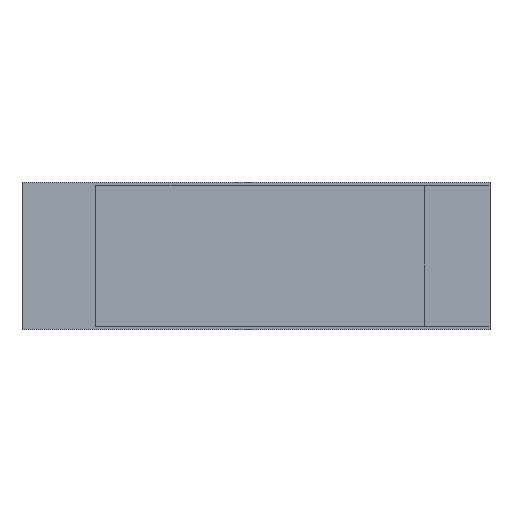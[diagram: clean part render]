
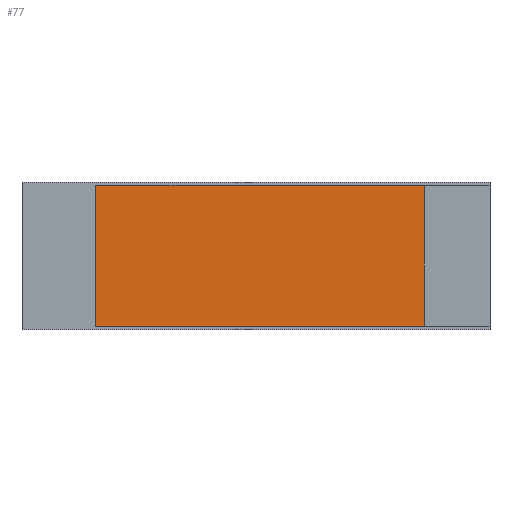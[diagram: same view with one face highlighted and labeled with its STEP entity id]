
A CAD part, top view. The second image highlights one B-rep face of the part: STEP entity #77.
In plain terms, the highlighted planar face has unit normal (0, 0, 1).
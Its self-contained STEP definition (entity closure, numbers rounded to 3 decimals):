
#2 = LINE ( 'NONE', #404, #713 ) ;
#15 = DIRECTION ( 'NONE',  ( 0., -1., 0. ) ) ;
#66 = ORIENTED_EDGE ( 'NONE', *, *, #268, .T. ) ;
#77 = ADVANCED_FACE ( 'NONE', ( #93 ), #105, .T. ) ;
#79 = VERTEX_POINT ( 'NONE', #451 ) ;
#93 = FACE_OUTER_BOUND ( 'NONE', #641, .T. ) ;
#105 = PLANE ( 'NONE',  #353 ) ;
#109 = DIRECTION ( 'NONE',  ( 1., 0., 0. ) ) ;
#114 = VECTOR ( 'NONE', #415, 1000. ) ;
#127 = DIRECTION ( 'NONE',  ( 0., 1., 0. ) ) ;
#170 = CARTESIAN_POINT ( 'NONE',  ( 13.67, -5.72, 3.2 ) ) ;
#194 = ORIENTED_EDGE ( 'NONE', *, *, #714, .T. ) ;
#196 = CARTESIAN_POINT ( 'NONE',  ( -13., 5.72, 3.2 ) ) ;
#227 = DIRECTION ( 'NONE',  ( -1., 0., 0. ) ) ;
#237 = CARTESIAN_POINT ( 'NONE',  ( -13., 5.72, 3.2 ) ) ;
#268 = EDGE_CURVE ( 'NONE', #738, #463, #706, .T. ) ;
#290 = EDGE_CURVE ( 'NONE', #463, #79, #643, .T. ) ;
#305 = CARTESIAN_POINT ( 'NONE',  ( 0., 0., 3.2 ) ) ;
#353 = AXIS2_PLACEMENT_3D ( 'NONE', #305, #686, #109 ) ;
#362 = ORIENTED_EDGE ( 'NONE', *, *, #290, .T. ) ;
#404 = CARTESIAN_POINT ( 'NONE',  ( -13., 5.72, 3.2 ) ) ;
#415 = DIRECTION ( 'NONE',  ( 1., 0., 0. ) ) ;
#419 = ORIENTED_EDGE ( 'NONE', *, *, #514, .T. ) ;
#427 = CARTESIAN_POINT ( 'NONE',  ( -13., -5.72, 3.2 ) ) ;
#445 = VECTOR ( 'NONE', #127, 1000. ) ;
#451 = CARTESIAN_POINT ( 'NONE',  ( 13.67, 5.72, 3.2 ) ) ;
#463 = VERTEX_POINT ( 'NONE', #170 ) ;
#476 = VERTEX_POINT ( 'NONE', #237 ) ;
#514 = EDGE_CURVE ( 'NONE', #79, #476, #2, .T. ) ;
#641 = EDGE_LOOP ( 'NONE', ( #194, #66, #362, #419 ) ) ;
#643 = LINE ( 'NONE', #701, #445 ) ;
#670 = VECTOR ( 'NONE', #15, 1000. ) ;
#685 = LINE ( 'NONE', #196, #670 ) ;
#686 = DIRECTION ( 'NONE',  ( 0., 0., 1. ) ) ;
#700 = CARTESIAN_POINT ( 'NONE',  ( -13., -5.72, 3.2 ) ) ;
#701 = CARTESIAN_POINT ( 'NONE',  ( 13.67, 5.72, 3.2 ) ) ;
#706 = LINE ( 'NONE', #427, #114 ) ;
#713 = VECTOR ( 'NONE', #227, 1000. ) ;
#714 = EDGE_CURVE ( 'NONE', #476, #738, #685, .T. ) ;
#738 = VERTEX_POINT ( 'NONE', #700 ) ;
